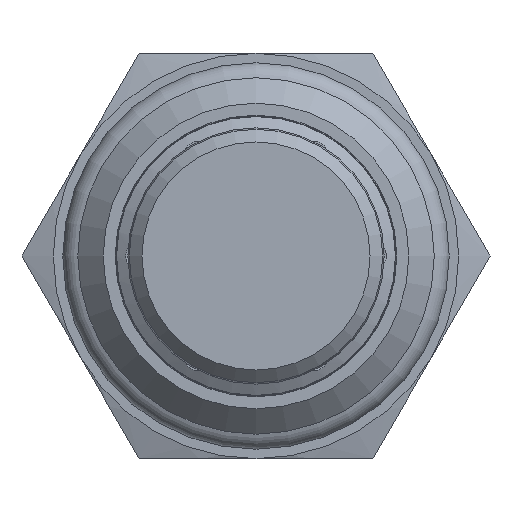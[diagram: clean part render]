
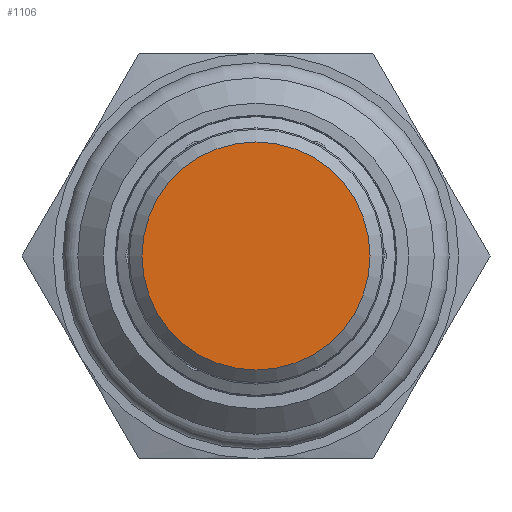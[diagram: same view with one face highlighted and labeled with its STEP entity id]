
A CAD part, front view. The second image highlights one B-rep face of the part: STEP entity #1106.
In plain terms, the highlighted planar face has unit normal (0, -1, 0).
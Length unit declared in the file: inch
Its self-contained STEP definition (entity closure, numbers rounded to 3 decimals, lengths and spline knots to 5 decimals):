
#1086=CARTESIAN_POINT('',(-0.28,-2.217,0.));
#1087=VERTEX_POINT('',#1086);
#1088=CARTESIAN_POINT('',(0.0,-2.217,0.0));
#1089=DIRECTION('',(0.0,1.0,0.0));
#1090=DIRECTION('',(1.0,0.0,0.0));
#1091=AXIS2_PLACEMENT_3D('',#1088,#1089,#1090);
#1092=CIRCLE('',#1091,0.28);
#1093=EDGE_CURVE('',#1087,#1087,#1092,.T.);
#1098=CARTESIAN_POINT('',(0.0,-2.217,0.0));
#1099=DIRECTION('',(0.0,-1.0,0.0));
#1100=DIRECTION('',(0.0,0.0,1.0));
#1101=AXIS2_PLACEMENT_3D('',#1098,#1099,#1100);
#1102=PLANE('',#1101);
#1103=ORIENTED_EDGE('',*,*,#1093,.F.);
#1104=EDGE_LOOP('',(#1103));
#1105=FACE_OUTER_BOUND('',#1104,.T.);
#1106=ADVANCED_FACE('',(#1105),#1102,.T.);
